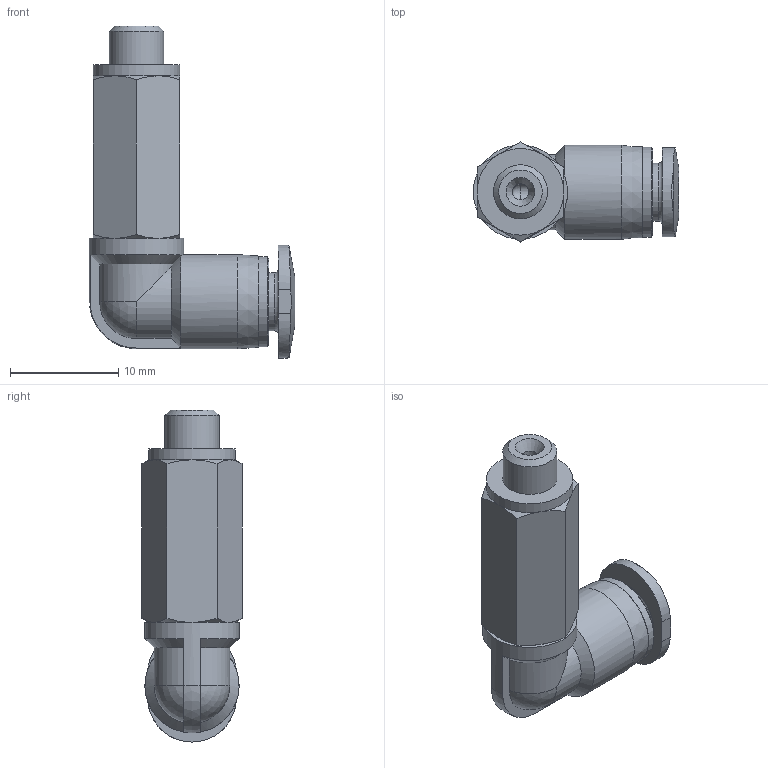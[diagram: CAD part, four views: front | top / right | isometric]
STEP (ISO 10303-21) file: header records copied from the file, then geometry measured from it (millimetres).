
FILE_DESCRIPTION(/* description */ ('STEP AP214'),/* implementation_level */ '2;1');
FILE_NAME(/* name */ '574303_QBMLL-M5-5_32-U-M',/* time_stamp */ '2024-09-14T03:35:52+02:00',/* author */ ('License CC BY-ND 4.0'),/* organization */ ('CADENAS'),/* preprocessor_version */ 'ST-DEVELOPER v19.3',/* originating_system */ 'PARTsolutions',/* authorisation */ ' ');
FILE_SCHEMA (('AUTOMOTIVE_DESIGN {1 0 10303 214 3 1 1}'));
Length unit declared in the file: millimetre
Products named in the file (1): 574303 QBMLL-M5-5/32-U-M
Bounding box: 18.95 x 9.24 x 30.65 mm (x, y, z)
Volume: 1771.9 mm3; surface area: 1503.6 mm2
Topology: 1 solids, 1 shells, 61 faces, 144 edges, 89 vertices
Faces by surface type: cone 21, plane 17, cylinder 15, torus 4, sphere 4
Full cylindrical faces by diameter (mm): 1.5 x2, 3.969 x1, 5 x1, 5.369 x1, 8 x1, 8.3 x1, 8.7 x2
Entity records: 2118 total; most frequent: CARTESIAN_POINT 400, DIRECTION 260, ORIENTED_EDGE 244, EDGE_CURVE 122, AXIS2_PLACEMENT_3D 120, VERTEX_POINT 84, EDGE_LOOP 84, FACE_BOUND 84
